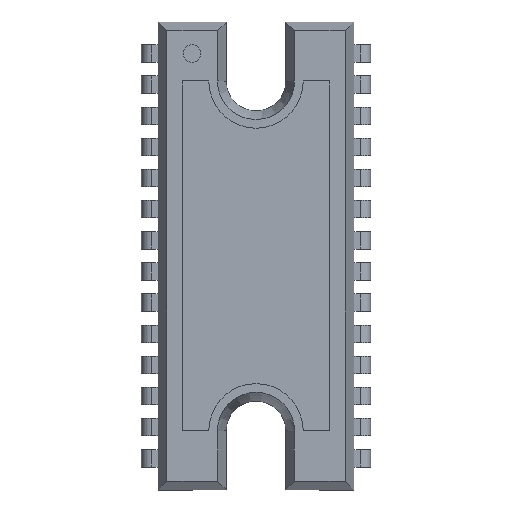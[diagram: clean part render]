
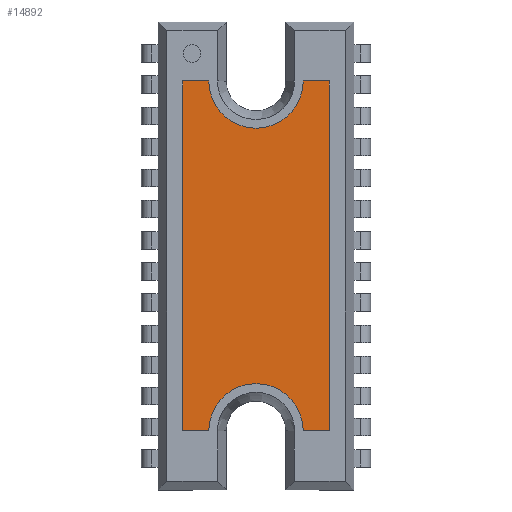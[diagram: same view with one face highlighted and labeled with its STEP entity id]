
A CAD part, top view. The second image highlights one B-rep face of the part: STEP entity #14892.
In plain terms, the highlighted planar face has unit normal (0, 0, 1).
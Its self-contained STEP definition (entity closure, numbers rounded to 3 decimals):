
#351 = CARTESIAN_POINT ( 'NONE',  ( 4.2, 10., 4.01 ) ) ;
#865 = CARTESIAN_POINT ( 'NONE',  ( -2.7, -10., 4.01 ) ) ;
#1471 = VERTEX_POINT ( 'NONE', #6324 ) ;
#1510 = CARTESIAN_POINT ( 'NONE',  ( 0., -10., 4.01 ) ) ;
#2314 = ORIENTED_EDGE ( 'NONE', *, *, #14924, .T. ) ;
#2590 = CARTESIAN_POINT ( 'NONE',  ( -4.2, -10., 4.01 ) ) ;
#2599 = ORIENTED_EDGE ( 'NONE', *, *, #4499, .T. ) ;
#2892 = CARTESIAN_POINT ( 'NONE',  ( 2.7, -10., 4.01 ) ) ;
#3604 = VERTEX_POINT ( 'NONE', #17330 ) ;
#3978 = EDGE_CURVE ( 'NONE', #11192, #19856, #14874, .T. ) ;
#4477 = LINE ( 'NONE', #21138, #16684 ) ;
#4499 = EDGE_CURVE ( 'NONE', #17190, #1471, #8545, .T. ) ;
#5059 = VECTOR ( 'NONE', #15709, 1000. ) ;
#5705 = CARTESIAN_POINT ( 'NONE',  ( 4.2, -10., 4.01 ) ) ;
#6307 = AXIS2_PLACEMENT_3D ( 'NONE', #1510, #19483, #9513 ) ;
#6324 = CARTESIAN_POINT ( 'NONE',  ( 4.2, 10., 4.01 ) ) ;
#6654 = DIRECTION ( 'NONE',  ( -1., 0., 0. ) ) ;
#6727 = DIRECTION ( 'NONE',  ( 0., 1., 0. ) ) ;
#6965 = EDGE_CURVE ( 'NONE', #3604, #11192, #11748, .T. ) ;
#7045 = VECTOR ( 'NONE', #6727, 1000. ) ;
#7434 = DIRECTION ( 'NONE',  ( 0., 0., -1. ) ) ;
#7596 = LINE ( 'NONE', #13772, #5059 ) ;
#7881 = CARTESIAN_POINT ( 'NONE',  ( 0., 10., 4.01 ) ) ;
#8016 = CIRCLE ( 'NONE', #20136, 2.7 ) ;
#8545 = LINE ( 'NONE', #18407, #7045 ) ;
#9009 = EDGE_CURVE ( 'NONE', #1471, #3604, #10179, .T. ) ;
#9094 = ORIENTED_EDGE ( 'NONE', *, *, #9009, .T. ) ;
#9231 = ORIENTED_EDGE ( 'NONE', *, *, #6965, .T. ) ;
#9403 = DIRECTION ( 'NONE',  ( 1., 0., 0. ) ) ;
#9484 = DIRECTION ( 'NONE',  ( 0., 0., -1. ) ) ;
#9513 = DIRECTION ( 'NONE',  ( 1., 0., 0. ) ) ;
#9545 = VERTEX_POINT ( 'NONE', #2892 ) ;
#9754 = VECTOR ( 'NONE', #13049, 1000. ) ;
#9799 = DIRECTION ( 'NONE',  ( 1., 0., 0. ) ) ;
#10179 = LINE ( 'NONE', #351, #17042 ) ;
#10978 = EDGE_LOOP ( 'NONE', ( #18877, #20713, #2314, #15786, #2599, #9094, #9231, #15927 ) ) ;
#11192 = VERTEX_POINT ( 'NONE', #20966 ) ;
#11748 = CIRCLE ( 'NONE', #20435, 2.7 ) ;
#13013 = DIRECTION ( 'NONE',  ( 1., 0., 0. ) ) ;
#13049 = DIRECTION ( 'NONE',  ( -1., 0., 0. ) ) ;
#13254 = CARTESIAN_POINT ( 'NONE',  ( -4.2, 10., 4.01 ) ) ;
#13772 = CARTESIAN_POINT ( 'NONE',  ( -4.2, 10., 4.01 ) ) ;
#14169 = CARTESIAN_POINT ( 'NONE',  ( -4.2, -10., 4.01 ) ) ;
#14652 = EDGE_CURVE ( 'NONE', #9545, #17190, #4477, .T. ) ;
#14874 = LINE ( 'NONE', #16190, #9754 ) ;
#14892 = ADVANCED_FACE ( 'NONE', ( #17431 ), #15797, .T. ) ;
#14921 = VECTOR ( 'NONE', #9403, 1000. ) ;
#14924 = EDGE_CURVE ( 'NONE', #17923, #9545, #8016, .T. ) ;
#15450 = CARTESIAN_POINT ( 'NONE',  ( 0., -10., 4.01 ) ) ;
#15709 = DIRECTION ( 'NONE',  ( 0., -1., 0. ) ) ;
#15786 = ORIENTED_EDGE ( 'NONE', *, *, #14652, .T. ) ;
#15797 = PLANE ( 'NONE',  #6307 ) ;
#15869 = VERTEX_POINT ( 'NONE', #2590 ) ;
#15927 = ORIENTED_EDGE ( 'NONE', *, *, #3978, .T. ) ;
#16190 = CARTESIAN_POINT ( 'NONE',  ( -2.7, 10., 4.01 ) ) ;
#16684 = VECTOR ( 'NONE', #13013, 1000. ) ;
#17042 = VECTOR ( 'NONE', #6654, 1000. ) ;
#17075 = DIRECTION ( 'NONE',  ( 1., 0., 0. ) ) ;
#17190 = VERTEX_POINT ( 'NONE', #5705 ) ;
#17330 = CARTESIAN_POINT ( 'NONE',  ( 2.7, 10., 4.01 ) ) ;
#17431 = FACE_OUTER_BOUND ( 'NONE', #10978, .T. ) ;
#17631 = LINE ( 'NONE', #14169, #14921 ) ;
#17923 = VERTEX_POINT ( 'NONE', #865 ) ;
#17962 = EDGE_CURVE ( 'NONE', #15869, #17923, #17631, .T. ) ;
#18407 = CARTESIAN_POINT ( 'NONE',  ( 4.2, -10., 4.01 ) ) ;
#18877 = ORIENTED_EDGE ( 'NONE', *, *, #20387, .T. ) ;
#19483 = DIRECTION ( 'NONE',  ( 0., 0., 1. ) ) ;
#19856 = VERTEX_POINT ( 'NONE', #13254 ) ;
#20136 = AXIS2_PLACEMENT_3D ( 'NONE', #15450, #7434, #17075 ) ;
#20387 = EDGE_CURVE ( 'NONE', #19856, #15869, #7596, .T. ) ;
#20435 = AXIS2_PLACEMENT_3D ( 'NONE', #7881, #9484, #9799 ) ;
#20713 = ORIENTED_EDGE ( 'NONE', *, *, #17962, .T. ) ;
#20966 = CARTESIAN_POINT ( 'NONE',  ( -2.7, 10., 4.01 ) ) ;
#21138 = CARTESIAN_POINT ( 'NONE',  ( 2.7, -10., 4.01 ) ) ;
